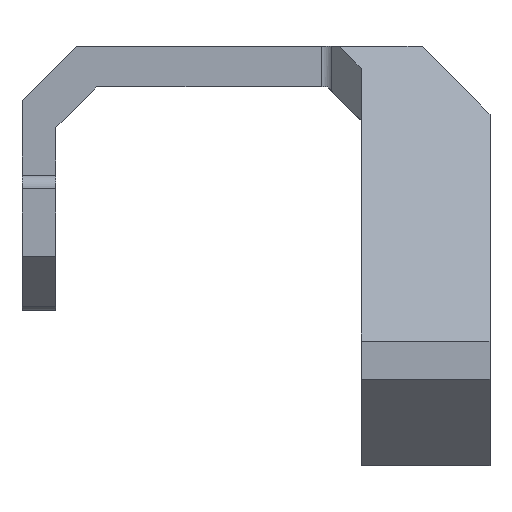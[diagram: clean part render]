
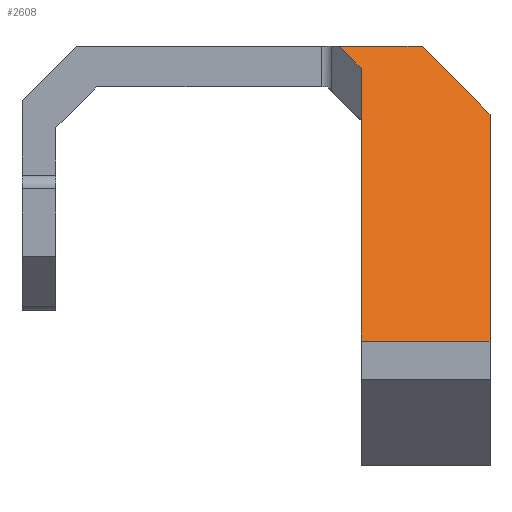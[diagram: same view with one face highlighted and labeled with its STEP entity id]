
A CAD part, front view. The second image highlights one B-rep face of the part: STEP entity #2608.
In plain terms, the highlighted planar face has unit normal (0, -0.707, 0.707).
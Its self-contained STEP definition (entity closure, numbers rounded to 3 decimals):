
#44 = PLANE('',#45);
#45 = AXIS2_PLACEMENT_3D('',#46,#47,#48);
#46 = CARTESIAN_POINT('',(46.,4.77,145.));
#47 = DIRECTION('',(1.,0.,0.));
#48 = DIRECTION('',(0.,0.,1.));
#100 = PLANE('',#101);
#101 = AXIS2_PLACEMENT_3D('',#102,#103,#104);
#102 = CARTESIAN_POINT('',(27.,4.5,145.));
#103 = DIRECTION('',(-1.,-0.,-0.));
#104 = DIRECTION('',(0.,0.,-1.));
#155 = PLANE('',#156);
#156 = AXIS2_PLACEMENT_3D('',#157,#158,#159);
#157 = CARTESIAN_POINT('',(-32.,-103.,145.));
#158 = DIRECTION('',(0.,0.,1.));
#159 = DIRECTION('',(1.,0.,0.));
#180 = PLANE('',#181);
#181 = AXIS2_PLACEMENT_3D('',#182,#183,#184);
#182 = CARTESIAN_POINT('',(41.,-26.77,140.));
#183 = DIRECTION('',(0.707,0.,0.707));
#184 = DIRECTION('',(0.,-1.,0.));
#304 = VERTEX_POINT('',#305);
#305 = CARTESIAN_POINT('',(46.,-36.77,135.));
#326 = EDGE_CURVE('',#304,#327,#329,.T.);
#327 = VERTEX_POINT('',#328);
#328 = CARTESIAN_POINT('',(46.,-70.225,101.544));
#329 = SURFACE_CURVE('',#330,(#334,#341),.PCURVE_S1.);
#330 = LINE('',#331,#332);
#331 = CARTESIAN_POINT('',(46.,-26.385,145.385));
#332 = VECTOR('',#333,1.);
#333 = DIRECTION('',(-0.,-0.707,-0.707));
#334 = PCURVE('',#44,#335);
#335 = DEFINITIONAL_REPRESENTATION('',(#336),#340);
#336 = LINE('',#337,#338);
#337 = CARTESIAN_POINT('',(0.385,31.154));
#338 = VECTOR('',#339,1.);
#339 = DIRECTION('',(-0.707,0.707));
#340 = ( GEOMETRIC_REPRESENTATION_CONTEXT(2) 
PARAMETRIC_REPRESENTATION_CONTEXT() REPRESENTATION_CONTEXT('2D SPACE',''
  ) );
#341 = PCURVE('',#342,#347);
#342 = PLANE('',#343);
#343 = AXIS2_PLACEMENT_3D('',#344,#345,#346);
#344 = CARTESIAN_POINT('',(27.,-26.385,145.385));
#345 = DIRECTION('',(0.,-0.707,0.707));
#346 = DIRECTION('',(-1.,-0.,-0.));
#347 = DEFINITIONAL_REPRESENTATION('',(#348),#352);
#348 = LINE('',#349,#350);
#349 = CARTESIAN_POINT('',(-19.,0.));
#350 = VECTOR('',#351,1.);
#351 = DIRECTION('',(-0.,1.));
#352 = ( GEOMETRIC_REPRESENTATION_CONTEXT(2) 
PARAMETRIC_REPRESENTATION_CONTEXT() REPRESENTATION_CONTEXT('2D SPACE',''
  ) );
#370 = PLANE('',#371);
#371 = AXIS2_PLACEMENT_3D('',#372,#373,#374);
#372 = CARTESIAN_POINT('',(27.,-70.225,98.716));
#373 = DIRECTION('',(0.,-1.,0.));
#374 = DIRECTION('',(-1.,-0.,-0.));
#1061 = EDGE_CURVE('',#1062,#304,#1064,.T.);
#1062 = VERTEX_POINT('',#1063);
#1063 = CARTESIAN_POINT('',(36.,-26.77,145.));
#1064 = SURFACE_CURVE('',#1065,(#1069,#1076),.PCURVE_S1.);
#1065 = LINE('',#1066,#1067);
#1066 = CARTESIAN_POINT('',(36.038,-26.808,
    144.962));
#1067 = VECTOR('',#1068,1.);
#1068 = DIRECTION('',(0.577,-0.577,-0.577));
#1069 = PCURVE('',#180,#1070);
#1070 = DEFINITIONAL_REPRESENTATION('',(#1071),#1075);
#1071 = LINE('',#1072,#1073);
#1072 = CARTESIAN_POINT('',(0.038,-7.017));
#1073 = VECTOR('',#1074,1.);
#1074 = DIRECTION('',(0.577,0.816));
#1075 = ( GEOMETRIC_REPRESENTATION_CONTEXT(2) 
PARAMETRIC_REPRESENTATION_CONTEXT() REPRESENTATION_CONTEXT('2D SPACE',''
  ) );
#1076 = PCURVE('',#342,#1077);
#1077 = DEFINITIONAL_REPRESENTATION('',(#1078),#1082);
#1078 = LINE('',#1079,#1080);
#1079 = CARTESIAN_POINT('',(-9.038,0.598));
#1080 = VECTOR('',#1081,1.);
#1081 = DIRECTION('',(-0.577,0.816));
#1082 = ( GEOMETRIC_REPRESENTATION_CONTEXT(2) 
PARAMETRIC_REPRESENTATION_CONTEXT() REPRESENTATION_CONTEXT('2D SPACE',''
  ) );
#1233 = VERTEX_POINT('',#1234);
#1234 = CARTESIAN_POINT('',(27.,-70.225,101.544));
#1255 = EDGE_CURVE('',#1256,#1233,#1258,.T.);
#1256 = VERTEX_POINT('',#1257);
#1257 = CARTESIAN_POINT('',(27.,-30.,141.77));
#1258 = SURFACE_CURVE('',#1259,(#1263,#1270),.PCURVE_S1.);
#1259 = LINE('',#1260,#1261);
#1260 = CARTESIAN_POINT('',(27.,-26.385,145.385));
#1261 = VECTOR('',#1262,1.);
#1262 = DIRECTION('',(-0.,-0.707,-0.707));
#1263 = PCURVE('',#100,#1264);
#1264 = DEFINITIONAL_REPRESENTATION('',(#1265),#1269);
#1265 = LINE('',#1266,#1267);
#1266 = CARTESIAN_POINT('',(-0.385,30.885));
#1267 = VECTOR('',#1268,1.);
#1268 = DIRECTION('',(0.707,0.707));
#1269 = ( GEOMETRIC_REPRESENTATION_CONTEXT(2) 
PARAMETRIC_REPRESENTATION_CONTEXT() REPRESENTATION_CONTEXT('2D SPACE',''
  ) );
#1270 = PCURVE('',#342,#1271);
#1271 = DEFINITIONAL_REPRESENTATION('',(#1272),#1276);
#1272 = LINE('',#1273,#1274);
#1273 = CARTESIAN_POINT('',(-0.,0.));
#1274 = VECTOR('',#1275,1.);
#1275 = DIRECTION('',(-0.,1.));
#1276 = ( GEOMETRIC_REPRESENTATION_CONTEXT(2) 
PARAMETRIC_REPRESENTATION_CONTEXT() REPRESENTATION_CONTEXT('2D SPACE',''
  ) );
#1294 = PLANE('',#1295);
#1295 = AXIS2_PLACEMENT_3D('',#1296,#1297,#1298);
#1296 = CARTESIAN_POINT('',(24.5,-27.5,145.));
#1297 = DIRECTION('',(-0.707,-0.707,0.));
#1298 = DIRECTION('',(0.,0.,-1.));
#2095 = VERTEX_POINT('',#2096);
#2096 = CARTESIAN_POINT('',(23.77,-26.77,145.));
#2117 = EDGE_CURVE('',#2095,#1062,#2118,.T.);
#2118 = SURFACE_CURVE('',#2119,(#2123,#2129),.PCURVE_S1.);
#2119 = LINE('',#2120,#2121);
#2120 = CARTESIAN_POINT('',(-2.5,-26.77,145.));
#2121 = VECTOR('',#2122,1.);
#2122 = DIRECTION('',(1.,0.,0.));
#2123 = PCURVE('',#155,#2124);
#2124 = DEFINITIONAL_REPRESENTATION('',(#2125),#2128);
#2125 = B_SPLINE_CURVE_WITH_KNOTS('',1,(#2126,#2127),.UNSPECIFIED.,.F.,
  .F.,(2,2),(29.5,48.5),.PIECEWISE_BEZIER_KNOTS.);
#2126 = CARTESIAN_POINT('',(59.,76.23));
#2127 = CARTESIAN_POINT('',(78.,76.23));
#2128 = ( GEOMETRIC_REPRESENTATION_CONTEXT(2) 
PARAMETRIC_REPRESENTATION_CONTEXT() REPRESENTATION_CONTEXT('2D SPACE',''
  ) );
#2129 = PCURVE('',#342,#2130);
#2130 = DEFINITIONAL_REPRESENTATION('',(#2131),#2134);
#2131 = B_SPLINE_CURVE_WITH_KNOTS('',1,(#2132,#2133),.UNSPECIFIED.,.F.,
  .F.,(2,2),(29.5,48.5),.PIECEWISE_BEZIER_KNOTS.);
#2132 = CARTESIAN_POINT('',(0.,0.544));
#2133 = CARTESIAN_POINT('',(-19.,0.544));
#2134 = ( GEOMETRIC_REPRESENTATION_CONTEXT(2) 
PARAMETRIC_REPRESENTATION_CONTEXT() REPRESENTATION_CONTEXT('2D SPACE',''
  ) );
#2586 = EDGE_CURVE('',#1233,#327,#2587,.T.);
#2587 = SURFACE_CURVE('',#2588,(#2592,#2599),.PCURVE_S1.);
#2588 = LINE('',#2589,#2590);
#2589 = CARTESIAN_POINT('',(27.,-70.225,101.544));
#2590 = VECTOR('',#2591,1.);
#2591 = DIRECTION('',(1.,0.,0.));
#2592 = PCURVE('',#370,#2593);
#2593 = DEFINITIONAL_REPRESENTATION('',(#2594),#2598);
#2594 = LINE('',#2595,#2596);
#2595 = CARTESIAN_POINT('',(-0.,-2.828));
#2596 = VECTOR('',#2597,1.);
#2597 = DIRECTION('',(-1.,0.));
#2598 = ( GEOMETRIC_REPRESENTATION_CONTEXT(2) 
PARAMETRIC_REPRESENTATION_CONTEXT() REPRESENTATION_CONTEXT('2D SPACE',''
  ) );
#2599 = PCURVE('',#342,#2600);
#2600 = DEFINITIONAL_REPRESENTATION('',(#2601),#2605);
#2601 = LINE('',#2602,#2603);
#2602 = CARTESIAN_POINT('',(-0.,62.));
#2603 = VECTOR('',#2604,1.);
#2604 = DIRECTION('',(-1.,0.));
#2605 = ( GEOMETRIC_REPRESENTATION_CONTEXT(2) 
PARAMETRIC_REPRESENTATION_CONTEXT() REPRESENTATION_CONTEXT('2D SPACE',''
  ) );
#2608 = ADVANCED_FACE('',(#2609),#342,.T.);
#2609 = FACE_BOUND('',#2610,.F.);
#2610 = EDGE_LOOP('',(#2611,#2612,#2613,#2614,#2635,#2636));
#2611 = ORIENTED_EDGE('',*,*,#326,.T.);
#2612 = ORIENTED_EDGE('',*,*,#2586,.F.);
#2613 = ORIENTED_EDGE('',*,*,#1255,.F.);
#2614 = ORIENTED_EDGE('',*,*,#2615,.F.);
#2615 = EDGE_CURVE('',#2095,#1256,#2616,.T.);
#2616 = SURFACE_CURVE('',#2617,(#2621,#2628),.PCURVE_S1.);
#2617 = LINE('',#2618,#2619);
#2618 = CARTESIAN_POINT('',(24.423,-27.423,
    144.346));
#2619 = VECTOR('',#2620,1.);
#2620 = DIRECTION('',(0.577,-0.577,-0.577));
#2621 = PCURVE('',#342,#2622);
#2622 = DEFINITIONAL_REPRESENTATION('',(#2623),#2627);
#2623 = LINE('',#2624,#2625);
#2624 = CARTESIAN_POINT('',(2.577,1.469));
#2625 = VECTOR('',#2626,1.);
#2626 = DIRECTION('',(-0.577,0.816));
#2627 = ( GEOMETRIC_REPRESENTATION_CONTEXT(2) 
PARAMETRIC_REPRESENTATION_CONTEXT() REPRESENTATION_CONTEXT('2D SPACE',''
  ) );
#2628 = PCURVE('',#1294,#2629);
#2629 = DEFINITIONAL_REPRESENTATION('',(#2630),#2634);
#2630 = LINE('',#2631,#2632);
#2631 = CARTESIAN_POINT('',(0.654,-0.109));
#2632 = VECTOR('',#2633,1.);
#2633 = DIRECTION('',(0.577,0.816));
#2634 = ( GEOMETRIC_REPRESENTATION_CONTEXT(2) 
PARAMETRIC_REPRESENTATION_CONTEXT() REPRESENTATION_CONTEXT('2D SPACE',''
  ) );
#2635 = ORIENTED_EDGE('',*,*,#2117,.T.);
#2636 = ORIENTED_EDGE('',*,*,#1061,.T.);
